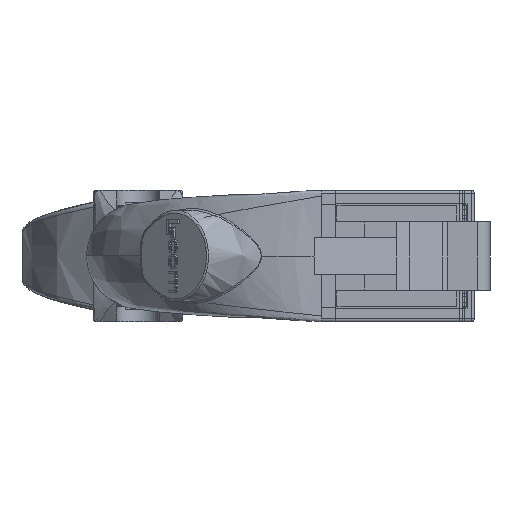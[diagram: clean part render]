
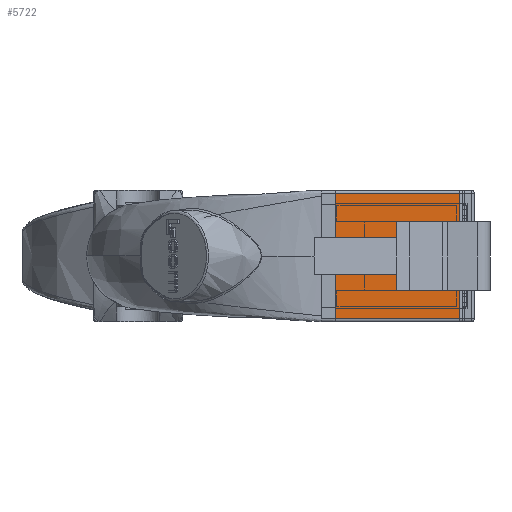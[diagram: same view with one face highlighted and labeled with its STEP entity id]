
A CAD part, left-side view. The second image highlights one B-rep face of the part: STEP entity #5722.
In plain terms, the highlighted face is planar.
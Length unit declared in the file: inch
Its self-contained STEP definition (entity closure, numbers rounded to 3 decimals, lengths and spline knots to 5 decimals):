
#238 = CARTESIAN_POINT ( 'NONE',  ( 0.22, 0.13, -0.485 ) ) ;
#240 = CARTESIAN_POINT ( 'NONE',  ( -0.22, 0.13, -0.485 ) ) ;
#419 = CARTESIAN_POINT ( 'NONE',  ( -0.23, 0.13, -0.485 ) ) ;
#422 = PLANE ( 'NONE',  #11457 ) ;
#427 = DIRECTION ( 'NONE',  ( 0., 1., 0. ) ) ;
#428 = DIRECTION ( 'NONE',  ( -1., 0., 0. ) ) ;
#1943 = FACE_OUTER_BOUND ( 'NONE', #2623, .T. ) ;
#2623 = EDGE_LOOP ( 'NONE', ( #31636, #31637, #31638, #31639, #31640, #31641, #31642, #31643 ) ) ;
#4385 = VERTEX_POINT ( 'NONE', #238 ) ;
#4387 = VERTEX_POINT ( 'NONE', #240 ) ;
#5722 = ADVANCED_FACE ( 'NONE', ( #1943 ), #422, .T. ) ;
#11127 = EDGE_CURVE ( 'NONE', #17417, #17418, #20708, .T. ) ;
#11150 = EDGE_CURVE ( 'NONE', #17436, #17432, #20743, .T. ) ;
#11153 = EDGE_CURVE ( 'NONE', #4387, #17435, #20751, .T. ) ;
#11154 = EDGE_CURVE ( 'NONE', #17435, #17436, #20756, .T. ) ;
#11155 = EDGE_CURVE ( 'NONE', #17418, #17432, #20758, .T. ) ;
#11156 = EDGE_CURVE ( 'NONE', #17417, #17439, #20760, .T. ) ;
#11157 = EDGE_CURVE ( 'NONE', #17439, #4385, #20762, .T. ) ;
#11457 = AXIS2_PLACEMENT_3D ( 'NONE', #419, #427, #428 ) ;
#17417 = VERTEX_POINT ( 'NONE', #23054 ) ;
#17418 = VERTEX_POINT ( 'NONE', #23055 ) ;
#17432 = VERTEX_POINT ( 'NONE', #23069 ) ;
#17435 = VERTEX_POINT ( 'NONE', #23072 ) ;
#17436 = VERTEX_POINT ( 'NONE', #23073 ) ;
#17439 = VERTEX_POINT ( 'NONE', #23076 ) ;
#20708 = LINE ( 'NONE', #26899, #20710 ) ;
#20710 = VECTOR ( 'NONE', #26896, 39.37008 ) ;
#20743 = LINE ( 'NONE', #26948, #20752 ) ;
#20751 = LINE ( 'NONE', #26959, #20757 ) ;
#20752 = VECTOR ( 'NONE', #26956, 39.37008 ) ;
#20756 = LINE ( 'NONE', #26965, #20759 ) ;
#20757 = VECTOR ( 'NONE', #26964, 39.37008 ) ;
#20758 = LINE ( 'NONE', #26967, #20761 ) ;
#20759 = VECTOR ( 'NONE', #26966, 39.37008 ) ;
#20760 = LINE ( 'NONE', #26969, #20763 ) ;
#20761 = VECTOR ( 'NONE', #26968, 39.37008 ) ;
#20762 = LINE ( 'NONE', #26971, #20765 ) ;
#20763 = VECTOR ( 'NONE', #26970, 39.37008 ) ;
#20765 = VECTOR ( 'NONE', #26972, 39.37008 ) ;
#23054 = CARTESIAN_POINT ( 'NONE',  ( 0.12, 0.13, -0.05 ) ) ;
#23055 = CARTESIAN_POINT ( 'NONE',  ( 0.12, 0.13, -0.11 ) ) ;
#23069 = CARTESIAN_POINT ( 'NONE',  ( -0.12, 0.13, -0.11 ) ) ;
#23072 = CARTESIAN_POINT ( 'NONE',  ( -0.22, 0.13, -0.05 ) ) ;
#23073 = CARTESIAN_POINT ( 'NONE',  ( -0.12, 0.13, -0.05 ) ) ;
#23076 = CARTESIAN_POINT ( 'NONE',  ( 0.22, 0.13, -0.05 ) ) ;
#24026 = CARTESIAN_POINT ( 'NONE',  ( -0.23, 0.13, -0.485 ) ) ;
#24033 = DIRECTION ( 'NONE',  ( -1., 0., 0. ) ) ;
#24955 = LINE ( 'NONE', #24026, #24957 ) ;
#24957 = VECTOR ( 'NONE', #24033, 39.37008 ) ;
#26896 = DIRECTION ( 'NONE',  ( 0., 0., -1. ) ) ;
#26899 = CARTESIAN_POINT ( 'NONE',  ( 0.12, 0.13, 0. ) ) ;
#26948 = CARTESIAN_POINT ( 'NONE',  ( -0.12, 0.13, 0. ) ) ;
#26956 = DIRECTION ( 'NONE',  ( 0., 0., -1. ) ) ;
#26959 = CARTESIAN_POINT ( 'NONE',  ( -0.22, 0.13, -0.485 ) ) ;
#26964 = DIRECTION ( 'NONE',  ( 0., 0., 1. ) ) ;
#26965 = CARTESIAN_POINT ( 'NONE',  ( -0.12, 0.13, -0.05 ) ) ;
#26966 = DIRECTION ( 'NONE',  ( 1., 0., 0. ) ) ;
#26967 = CARTESIAN_POINT ( 'NONE',  ( 0.12, 0.13, -0.11 ) ) ;
#26968 = DIRECTION ( 'NONE',  ( -1., 0., 0. ) ) ;
#26969 = CARTESIAN_POINT ( 'NONE',  ( -0.23, 0.13, -0.05 ) ) ;
#26970 = DIRECTION ( 'NONE',  ( 1., 0., 0. ) ) ;
#26971 = CARTESIAN_POINT ( 'NONE',  ( 0.22, 0.13, -0.485 ) ) ;
#26972 = DIRECTION ( 'NONE',  ( 0., 0., -1. ) ) ;
#31636 = ORIENTED_EDGE ( 'NONE', *, *, #11153, .T. ) ;
#31637 = ORIENTED_EDGE ( 'NONE', *, *, #11154, .T. ) ;
#31638 = ORIENTED_EDGE ( 'NONE', *, *, #11150, .T. ) ;
#31639 = ORIENTED_EDGE ( 'NONE', *, *, #11155, .F. ) ;
#31640 = ORIENTED_EDGE ( 'NONE', *, *, #11127, .F. ) ;
#31641 = ORIENTED_EDGE ( 'NONE', *, *, #11156, .T. ) ;
#31642 = ORIENTED_EDGE ( 'NONE', *, *, #11157, .T. ) ;
#31643 = ORIENTED_EDGE ( 'NONE', *, *, #32296, .T. ) ;
#32296 = EDGE_CURVE ( 'NONE', #4385, #4387, #24955, .T. ) ;
